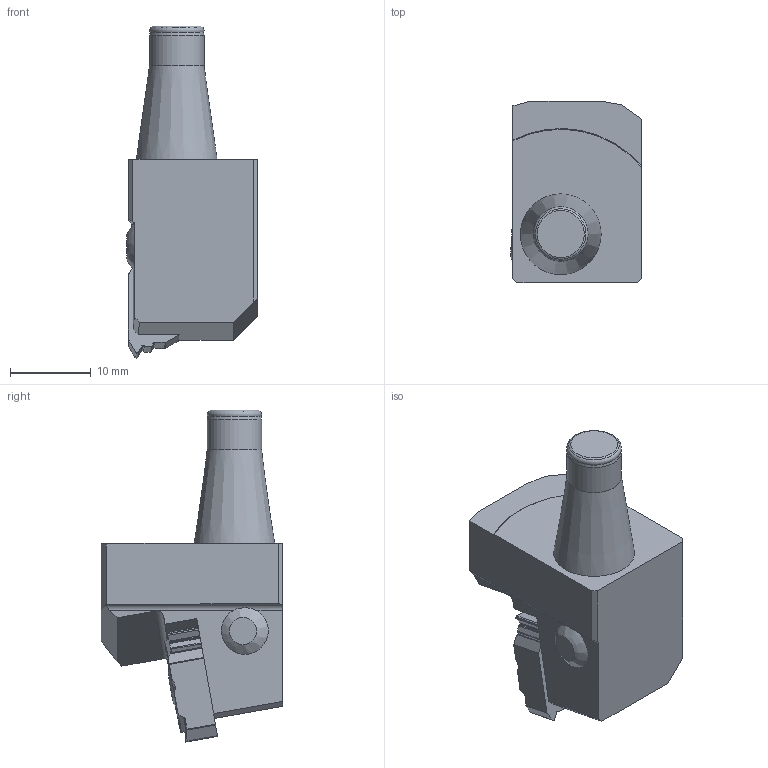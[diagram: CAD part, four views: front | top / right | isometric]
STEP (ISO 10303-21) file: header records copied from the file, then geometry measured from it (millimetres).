
FILE_DESCRIPTION(/* description */ (''),/* implementation_level */ '2;1');
FILE_NAME(/* name */ '1725195207073.stp',/* time_stamp */ '2024-09-01T18:23:38+06:00',/* author */ (''),/* organization */ ('SMS'),/* preprocessor_version */ 'ST-DEVELOPER v16.7',/* originating_system */ 'SIEMENS PLM Software NX 12.0',/* authorisation */ '');
FILE_SCHEMA (('AUTOMOTIVE_DESIGN { 1 0 10303 214 3 1 1 1 }'));
Length unit declared in the file: millimetre
Products named in the file (4): ASSEMBLY_CONSTRUCTION; 202690723mod000_00; 205394103mod000_00; 205394102mod000_00
Assembly tree (3 placements, depth 2):
  205394102mod000_00
    205394103mod000_00
    202690723mod000_00
    ASSEMBLY_CONSTRUCTION
Bounding box: 16.22 x 22.5 x 41.13 mm (x, y, z)
Volume: 6956.1 mm3; surface area: 2947.7 mm2
Topology: 2 solids, 2 shells, 164 faces, 444 edges, 290 vertices
Faces by surface type: plane 75, cylinder 55, bspline 10, extrusion 9, cone 6, torus 5, sphere 4
Full cylindrical faces by diameter (mm): 4.4 x2, 5.45 x1, 6.75 x1
Entity records: 6210 total; most frequent: CARTESIAN_POINT 2020, DIRECTION 842, ORIENTED_EDGE 836, EDGE_CURVE 418, AXIS2_PLACEMENT_3D 289, VERTEX_POINT 277, VECTOR 264, LINE 255
